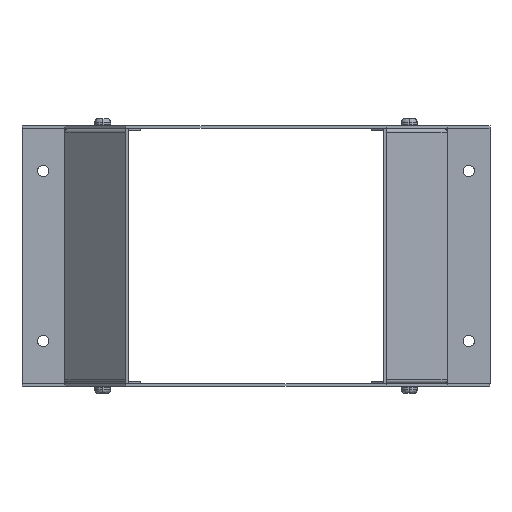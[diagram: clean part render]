
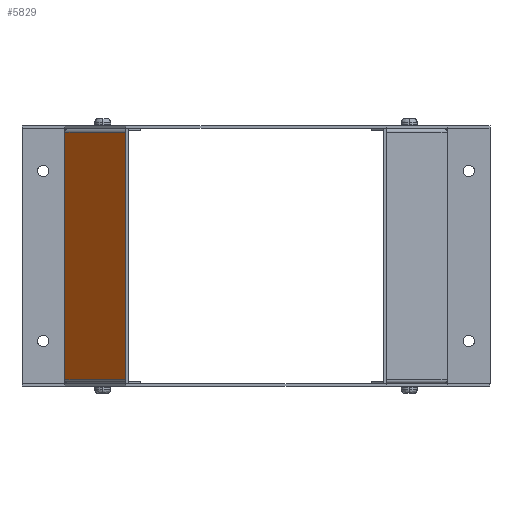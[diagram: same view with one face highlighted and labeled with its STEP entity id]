
A CAD part, left-side view. The second image highlights one B-rep face of the part: STEP entity #5829.
In plain terms, the highlighted planar face has unit normal (-0.707, 0.707, 0).
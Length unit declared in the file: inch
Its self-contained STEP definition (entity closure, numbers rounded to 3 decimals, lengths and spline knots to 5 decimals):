
#47 = CARTESIAN_POINT ( 'NONE',  ( -4.49051, 3.06649, -6. ) ) ;
#440 = VECTOR ( 'NONE', #8317, 39.37008 ) ;
#454 = LINE ( 'NONE', #3074, #440 ) ;
#692 = EDGE_CURVE ( 'NONE', #7265, #9061, #9902, .T. ) ;
#1054 = EDGE_CURVE ( 'NONE', #1637, #9061, #3336, .T. ) ;
#1170 = DIRECTION ( 'NONE',  ( -0.707, -0.707, 0. ) ) ;
#1289 = VECTOR ( 'NONE', #1170, 39.37008 ) ;
#1637 = VERTEX_POINT ( 'NONE', #8372 ) ;
#2312 = VERTEX_POINT ( 'NONE', #16021 ) ;
#2435 = CARTESIAN_POINT ( 'NONE',  ( -2.34234, 5.21466, -0.086 ) ) ;
#3074 = CARTESIAN_POINT ( 'NONE',  ( -2.34234, 5.21466, -5.914 ) ) ;
#3198 = ORIENTED_EDGE ( 'NONE', *, *, #692, .T. ) ;
#3336 = LINE ( 'NONE', #4881, #7335 ) ;
#3960 = LINE ( 'NONE', #47, #10832 ) ;
#4083 = PLANE ( 'NONE',  #8855 ) ;
#4375 = ORIENTED_EDGE ( 'NONE', *, *, #15249, .F. ) ;
#4664 = CARTESIAN_POINT ( 'NONE',  ( -3.06578, 4.49122, -0.086 ) ) ;
#4689 = VECTOR ( 'NONE', #7626, 39.37008 ) ;
#4881 = CARTESIAN_POINT ( 'NONE',  ( -3.06572, 4.49128, -6. ) ) ;
#5106 = VERTEX_POINT ( 'NONE', #5245 ) ;
#5245 = CARTESIAN_POINT ( 'NONE',  ( -4.49051, 3.06649, -0.086 ) ) ;
#5279 = DIRECTION ( 'NONE',  ( 0.707, 0.707, 0. ) ) ;
#5829 = ADVANCED_FACE ( 'NONE', ( #9313 ), #4083, .F. ) ;
#5909 = VERTEX_POINT ( 'NONE', #16234 ) ;
#6188 = ORIENTED_EDGE ( 'NONE', *, *, #6737, .F. ) ;
#6567 = DIRECTION ( 'NONE',  ( 0.707, -0.707, 0. ) ) ;
#6737 = EDGE_CURVE ( 'NONE', #5909, #16046, #454, .T. ) ;
#6823 = CARTESIAN_POINT ( 'NONE',  ( -4.49046, 3.06654, -5.914 ) ) ;
#7265 = VERTEX_POINT ( 'NONE', #4664 ) ;
#7335 = VECTOR ( 'NONE', #7541, 39.37008 ) ;
#7445 = EDGE_CURVE ( 'NONE', #5106, #2312, #3960, .T. ) ;
#7491 = LINE ( 'NONE', #2435, #1289 ) ;
#7541 = DIRECTION ( 'NONE',  ( 0., 0., 1. ) ) ;
#7626 = DIRECTION ( 'NONE',  ( 0.707, 0.707, 0. ) ) ;
#7723 = ORIENTED_EDGE ( 'NONE', *, *, #13012, .T. ) ;
#8214 = CARTESIAN_POINT ( 'NONE',  ( -3.06572, 4.49128, -0.086 ) ) ;
#8317 = DIRECTION ( 'NONE',  ( 0.707, 0.707, 0. ) ) ;
#8372 = CARTESIAN_POINT ( 'NONE',  ( -3.06572, 4.49128, -5.914 ) ) ;
#8519 = EDGE_LOOP ( 'NONE', ( #16636, #9623, #6188, #13168, #15393, #7723, #4375, #3198 ) ) ;
#8855 = AXIS2_PLACEMENT_3D ( 'NONE', #12917, #6567, #5279 ) ;
#9061 = VERTEX_POINT ( 'NONE', #8214 ) ;
#9313 = FACE_OUTER_BOUND ( 'NONE', #8519, .T. ) ;
#9623 = ORIENTED_EDGE ( 'NONE', *, *, #10247, .T. ) ;
#9746 = CARTESIAN_POINT ( 'NONE',  ( -3.06578, 4.49122, -5.914 ) ) ;
#9902 = LINE ( 'NONE', #11105, #10340 ) ;
#10199 = VERTEX_POINT ( 'NONE', #16739 ) ;
#10247 = EDGE_CURVE ( 'NONE', #1637, #16046, #10419, .T. ) ;
#10288 = EDGE_CURVE ( 'NONE', #5909, #2312, #14606, .T. ) ;
#10340 = VECTOR ( 'NONE', #11194, 39.37008 ) ;
#10419 = LINE ( 'NONE', #15624, #15745 ) ;
#10766 = DIRECTION ( 'NONE',  ( -0.707, -0.707, 0. ) ) ;
#10832 = VECTOR ( 'NONE', #13217, 39.37008 ) ;
#11105 = CARTESIAN_POINT ( 'NONE',  ( -3.06578, 4.49122, -0.086 ) ) ;
#11194 = DIRECTION ( 'NONE',  ( 0.707, 0.707, 0. ) ) ;
#12917 = CARTESIAN_POINT ( 'NONE',  ( -2.34234, 5.21466, -6. ) ) ;
#13012 = EDGE_CURVE ( 'NONE', #5106, #10199, #15730, .T. ) ;
#13168 = ORIENTED_EDGE ( 'NONE', *, *, #10288, .T. ) ;
#13217 = DIRECTION ( 'NONE',  ( 0., 0., -1. ) ) ;
#13241 = DIRECTION ( 'NONE',  ( -0.707, -0.707, 0. ) ) ;
#13851 = VECTOR ( 'NONE', #13241, 39.37008 ) ;
#14606 = LINE ( 'NONE', #6823, #13851 ) ;
#15249 = EDGE_CURVE ( 'NONE', #7265, #10199, #7491, .T. ) ;
#15393 = ORIENTED_EDGE ( 'NONE', *, *, #7445, .F. ) ;
#15624 = CARTESIAN_POINT ( 'NONE',  ( -3.06572, 4.49128, -5.914 ) ) ;
#15646 = CARTESIAN_POINT ( 'NONE',  ( -4.49051, 3.06649, -0.086 ) ) ;
#15730 = LINE ( 'NONE', #15646, #4689 ) ;
#15745 = VECTOR ( 'NONE', #10766, 39.37008 ) ;
#16021 = CARTESIAN_POINT ( 'NONE',  ( -4.49051, 3.06649, -5.914 ) ) ;
#16046 = VERTEX_POINT ( 'NONE', #9746 ) ;
#16234 = CARTESIAN_POINT ( 'NONE',  ( -4.49046, 3.06654, -5.914 ) ) ;
#16636 = ORIENTED_EDGE ( 'NONE', *, *, #1054, .F. ) ;
#16739 = CARTESIAN_POINT ( 'NONE',  ( -4.49046, 3.06654, -0.086 ) ) ;
